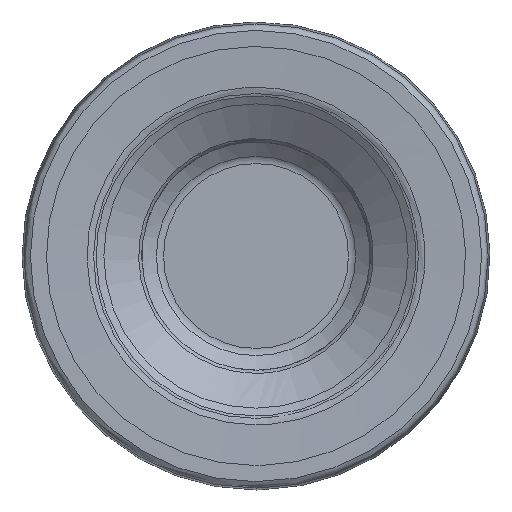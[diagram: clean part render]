
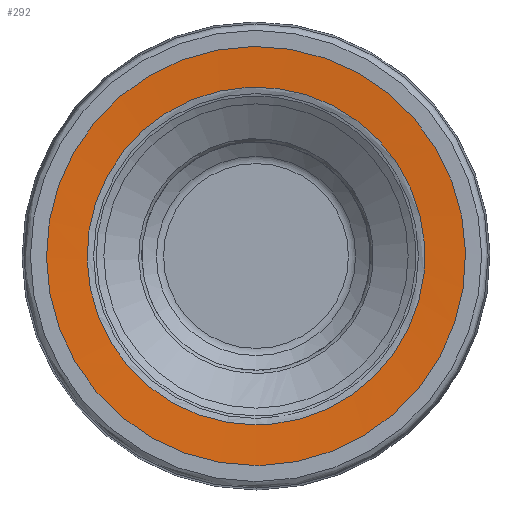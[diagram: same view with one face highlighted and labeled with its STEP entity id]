
A CAD part, left-side view. The second image highlights one B-rep face of the part: STEP entity #292.
In plain terms, the highlighted face is a revolution surface.
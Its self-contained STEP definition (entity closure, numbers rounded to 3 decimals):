
#38=SURFACE_OF_REVOLUTION('',#62,#53);
#53=AXIS1_PLACEMENT('',#952,#830);
#62=LINE('',#951,#71);
#71=VECTOR('',#829,3.687);
#292=ADVANCED_FACE('',(#365,#366),#38,.T.);
#365=FACE_BOUND('',#435,.T.);
#366=FACE_BOUND('',#436,.T.);
#435=EDGE_LOOP('',(#505));
#436=EDGE_LOOP('',(#506));
#505=ORIENTED_EDGE('',*,*,#563,.F.);
#506=ORIENTED_EDGE('',*,*,#576,.T.);
#528=VERTEX_POINT('',#896);
#541=VERTEX_POINT('',#948);
#563=EDGE_CURVE('',#528,#528,#598,.T.);
#576=EDGE_CURVE('',#541,#541,#616,.T.);
#598=CIRCLE('',#661,18.06);
#616=CIRCLE('',#679,14.555);
#661=AXIS2_PLACEMENT_3D('',#895,#767,#768);
#679=AXIS2_PLACEMENT_3D('',#947,#824,#825);
#767=DIRECTION('',(1.,0.,0.));
#768=DIRECTION('',(0.,0.,-1.));
#824=DIRECTION('',(1.,0.,0.));
#825=DIRECTION('',(0.,0.,-1.));
#829=DIRECTION('',(-0.047,-0.967,-0.249));
#830=DIRECTION('',(1.,0.,0.));
#895=CARTESIAN_POINT('',(0.024,0.,0.));
#896=CARTESIAN_POINT('',(0.024,0.,-18.06));
#947=CARTESIAN_POINT('',(0.197,0.,0.));
#948=CARTESIAN_POINT('',(0.197,0.,-14.555));
#951=CARTESIAN_POINT('',(0.197,-14.487,1.41));
#952=CARTESIAN_POINT('',(21.567,0.,0.));
